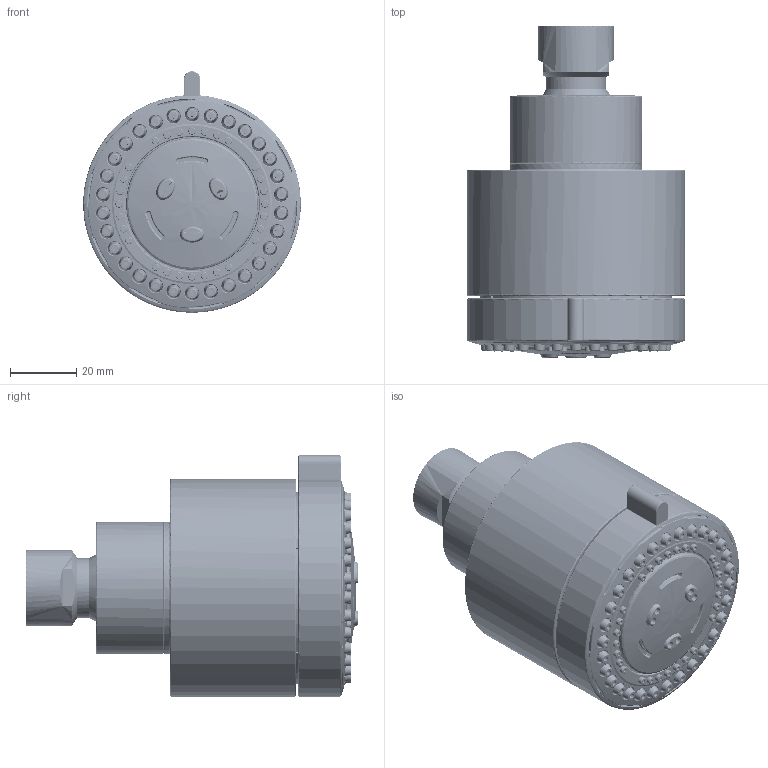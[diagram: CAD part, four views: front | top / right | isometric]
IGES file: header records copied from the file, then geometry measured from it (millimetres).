
Global section: file name: V784; native system: Autodesk Inventor 2024; preprocessor: unknown; author: atu; organization: Nikles Tec Italia 0309698716; date: 20251027.075721; units: millimetre
Bounding box: 65.6 x 100.05 x 72.8 mm (x, y, z)
Volume: 129537.2 mm3; surface area: 132413.2 mm2
Topology: 28 solids, 28 shells, 4365 faces, 11575 edges, 7205 vertices
Faces by surface type: bspline 4365
